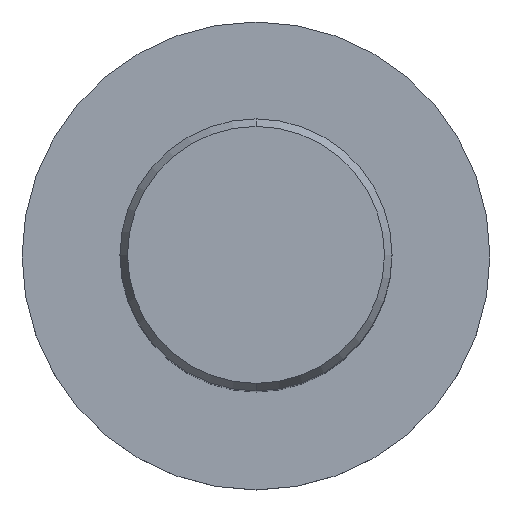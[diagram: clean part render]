
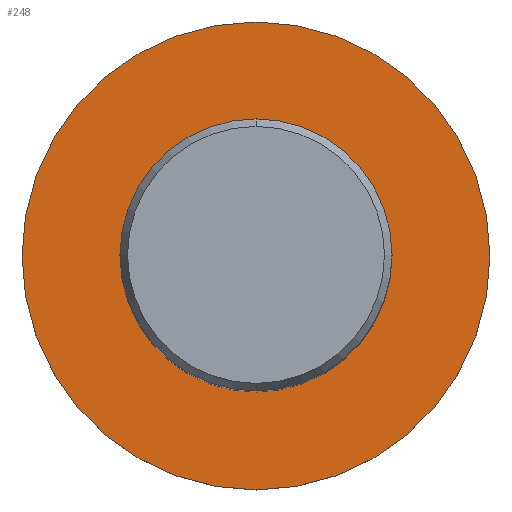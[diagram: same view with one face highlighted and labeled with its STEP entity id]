
A CAD part, top view. The second image highlights one B-rep face of the part: STEP entity #248.
In plain terms, the highlighted planar face has unit normal (0, 0, 1).
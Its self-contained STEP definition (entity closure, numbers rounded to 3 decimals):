
#192=EDGE_CURVE('',#258,#422,#526,.T.);
#208=VERTEX_POINT('',#543);
#210=VERTEX_POINT('',#545);
#248=ADVANCED_FACE('',(#586,#587),#588,.T.);
#258=VERTEX_POINT('',#598);
#422=VERTEX_POINT('',#779);
#430=EDGE_CURVE('',#422,#258,#788,.T.);
#440=EDGE_CURVE('',#208,#210,#800,.T.);
#448=EDGE_CURVE('',#210,#208,#809,.T.);
#526=CIRCLE('',#883,21.5);
#543=CARTESIAN_POINT('',(0.,-12.5,-56.0));
#545=CARTESIAN_POINT('',(0.0,12.5,-56.0));
#586=FACE_BOUND('',#996,.T.);
#587=FACE_OUTER_BOUND('',#997,.T.);
#588=PLANE('',#998);
#598=CARTESIAN_POINT('',(0.0,21.5,-56.0));
#779=CARTESIAN_POINT('',(0.,-21.5,-56.0));
#788=CIRCLE('',#1397,21.5);
#800=CIRCLE('',#1411,12.5);
#809=CIRCLE('',#1424,12.5);
#883=AXIS2_PLACEMENT_3D('',#1580,#1581,#1582);
#996=EDGE_LOOP('',(#1637,#1638));
#997=EDGE_LOOP('',(#1639,#1640));
#998=AXIS2_PLACEMENT_3D('',#1641,#1642,#1643);
#1397=AXIS2_PLACEMENT_3D('',#1882,#1883,#1884);
#1411=AXIS2_PLACEMENT_3D('',#1905,#1906,#1907);
#1424=AXIS2_PLACEMENT_3D('',#1921,#1922,#1923);
#1580=CARTESIAN_POINT('',(0.0,0.0,-56.0));
#1581=DIRECTION('',(0.0,0.0,-1.0));
#1582=DIRECTION('',(0.0,1.0,0.0));
#1637=ORIENTED_EDGE('',*,*,#448,.T.);
#1638=ORIENTED_EDGE('',*,*,#440,.T.);
#1639=ORIENTED_EDGE('',*,*,#192,.F.);
#1640=ORIENTED_EDGE('',*,*,#430,.F.);
#1641=CARTESIAN_POINT('',(0.0,10.75,-56.0));
#1642=DIRECTION('',(-0.0,0.0,1.0));
#1643=DIRECTION('',(0.0,-1.0,0.0));
#1882=CARTESIAN_POINT('',(0.0,0.0,-56.0));
#1883=DIRECTION('',(0.0,0.0,-1.0));
#1884=DIRECTION('',(0.0,1.0,0.0));
#1905=CARTESIAN_POINT('',(0.0,0.0,-56.0));
#1906=DIRECTION('',(-0.0,0.0,-1.0));
#1907=DIRECTION('',(0.0,1.0,0.0));
#1921=CARTESIAN_POINT('',(0.0,0.0,-56.0));
#1922=DIRECTION('',(-0.0,0.0,-1.0));
#1923=DIRECTION('',(0.0,1.0,0.0));
